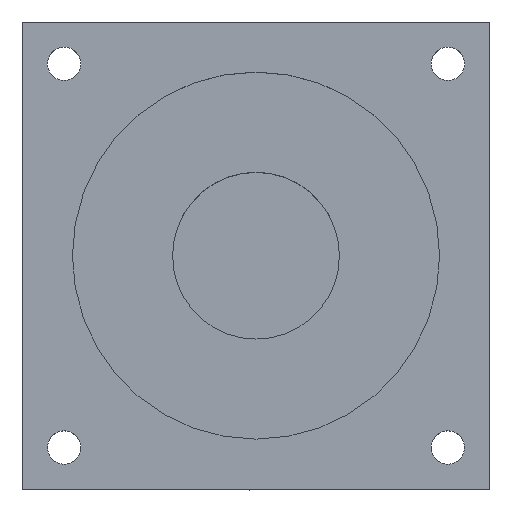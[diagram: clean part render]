
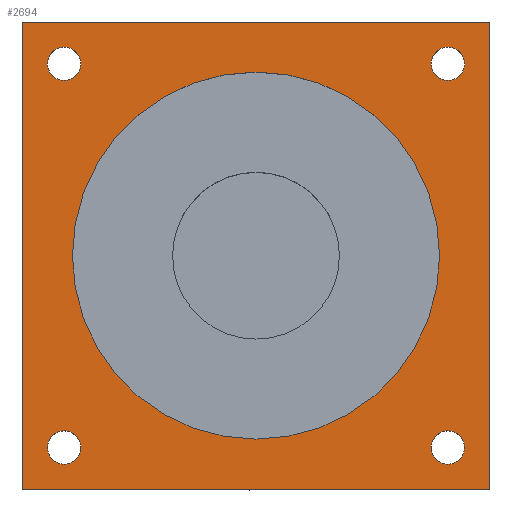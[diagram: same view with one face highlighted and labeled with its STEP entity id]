
A CAD part, top view. The second image highlights one B-rep face of the part: STEP entity #2694.
In plain terms, the highlighted planar face has unit normal (0, 0, 1).
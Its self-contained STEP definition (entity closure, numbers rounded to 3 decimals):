
#51 = CARTESIAN_POINT ( 'NONE',  ( 12.5, 11.5, 8. ) ) ;
#114 = DIRECTION ( 'NONE',  ( 1., 0., 0. ) ) ;
#248 = FACE_BOUND ( 'NONE', #792, .T. ) ;
#251 = LINE ( 'NONE', #3402, #2085 ) ;
#268 = LINE ( 'NONE', #13054, #2615 ) ;
#415 = ORIENTED_EDGE ( 'NONE', *, *, #8459, .F. ) ;
#640 = CARTESIAN_POINT ( 'NONE',  ( 14., -14., 8. ) ) ;
#664 = ORIENTED_EDGE ( 'NONE', *, *, #11617, .F. ) ;
#789 = CIRCLE ( 'NONE', #2105, 1. ) ;
#792 = EDGE_LOOP ( 'NONE', ( #6946, #6207 ) ) ;
#872 = VERTEX_POINT ( 'NONE', #7050 ) ;
#1043 = EDGE_CURVE ( 'NONE', #4740, #9221, #1428, .T. ) ;
#1081 = DIRECTION ( 'NONE',  ( 1., 0., 0. ) ) ;
#1202 = FACE_OUTER_BOUND ( 'NONE', #3348, .T. ) ;
#1227 = CARTESIAN_POINT ( 'NONE',  ( -14., 14., 8. ) ) ;
#1408 = ORIENTED_EDGE ( 'NONE', *, *, #3755, .F. ) ;
#1428 = CIRCLE ( 'NONE', #10474, 1. ) ;
#1440 = EDGE_LOOP ( 'NONE', ( #664, #11882 ) ) ;
#1471 = AXIS2_PLACEMENT_3D ( 'NONE', #7791, #11990, #2493 ) ;
#1591 = CARTESIAN_POINT ( 'NONE',  ( -11.5, -11.5, 8. ) ) ;
#1790 = ORIENTED_EDGE ( 'NONE', *, *, #5126, .F. ) ;
#1914 = CARTESIAN_POINT ( 'NONE',  ( 14., 14., 8. ) ) ;
#2055 = DIRECTION ( 'NONE',  ( 1., 0., 0. ) ) ;
#2085 = VECTOR ( 'NONE', #11733, 1000. ) ;
#2103 = EDGE_LOOP ( 'NONE', ( #8592, #415 ) ) ;
#2105 = AXIS2_PLACEMENT_3D ( 'NONE', #7460, #6415, #4224 ) ;
#2130 = CIRCLE ( 'NONE', #1471, 1. ) ;
#2152 = VERTEX_POINT ( 'NONE', #7348 ) ;
#2238 = EDGE_CURVE ( 'NONE', #872, #10447, #268, .T. ) ;
#2240 = FACE_BOUND ( 'NONE', #2103, .T. ) ;
#2323 = EDGE_CURVE ( 'NONE', #6453, #3369, #13167, .T. ) ;
#2340 = CARTESIAN_POINT ( 'NONE',  ( -10.5, 11.5, 8. ) ) ;
#2493 = DIRECTION ( 'NONE',  ( 1., 0., 0. ) ) ;
#2615 = VECTOR ( 'NONE', #6712, 1000. ) ;
#2668 = CARTESIAN_POINT ( 'NONE',  ( -14., -14., 8. ) ) ;
#2670 = VERTEX_POINT ( 'NONE', #51 ) ;
#2694 = ADVANCED_FACE ( 'NONE', ( #11664, #248, #5680, #4368, #2240, #1202 ), #3469, .T. ) ;
#3050 = EDGE_LOOP ( 'NONE', ( #1790, #1408 ) ) ;
#3062 = AXIS2_PLACEMENT_3D ( 'NONE', #9813, #9672, #9743 ) ;
#3207 = EDGE_CURVE ( 'NONE', #9221, #4740, #2130, .T. ) ;
#3234 = ORIENTED_EDGE ( 'NONE', *, *, #2238, .T. ) ;
#3348 = EDGE_LOOP ( 'NONE', ( #12844, #3234, #11693, #7417 ) ) ;
#3369 = VERTEX_POINT ( 'NONE', #2340 ) ;
#3400 = AXIS2_PLACEMENT_3D ( 'NONE', #4039, #9193, #1081 ) ;
#3402 = CARTESIAN_POINT ( 'NONE',  ( -14., 14., 8. ) ) ;
#3469 = PLANE ( 'NONE',  #11238 ) ;
#3626 = DIRECTION ( 'NONE',  ( 0., 0., 1. ) ) ;
#3668 = CARTESIAN_POINT ( 'NONE',  ( 11., 0., 8. ) ) ;
#3755 = EDGE_CURVE ( 'NONE', #12236, #2670, #6251, .T. ) ;
#4039 = CARTESIAN_POINT ( 'NONE',  ( 11.5, 11.5, 8. ) ) ;
#4117 = ORIENTED_EDGE ( 'NONE', *, *, #3207, .F. ) ;
#4186 = VECTOR ( 'NONE', #4877, 1000. ) ;
#4224 = DIRECTION ( 'NONE',  ( 1., 0., 0. ) ) ;
#4368 = FACE_BOUND ( 'NONE', #1440, .T. ) ;
#4431 = DIRECTION ( 'NONE',  ( 1., 0., 0. ) ) ;
#4437 = CARTESIAN_POINT ( 'NONE',  ( -12.5, -11.5, 8. ) ) ;
#4577 = DIRECTION ( 'NONE',  ( 0., 0., 1. ) ) ;
#4716 = EDGE_CURVE ( 'NONE', #10447, #10985, #251, .T. ) ;
#4740 = VERTEX_POINT ( 'NONE', #4437 ) ;
#4760 = EDGE_LOOP ( 'NONE', ( #4117, #12756 ) ) ;
#4877 = DIRECTION ( 'NONE',  ( 1., 0., 0. ) ) ;
#4885 = LINE ( 'NONE', #1914, #10559 ) ;
#4978 = CARTESIAN_POINT ( 'NONE',  ( 11.5, -11.5, 8. ) ) ;
#5126 = EDGE_CURVE ( 'NONE', #2670, #12236, #8678, .T. ) ;
#5379 = AXIS2_PLACEMENT_3D ( 'NONE', #12446, #7213, #2055 ) ;
#5680 = FACE_BOUND ( 'NONE', #3050, .T. ) ;
#5722 = VERTEX_POINT ( 'NONE', #6865 ) ;
#5921 = DIRECTION ( 'NONE',  ( 1., 0., 0. ) ) ;
#6170 = CIRCLE ( 'NONE', #8591, 11. ) ;
#6207 = ORIENTED_EDGE ( 'NONE', *, *, #9172, .F. ) ;
#6251 = CIRCLE ( 'NONE', #5379, 1. ) ;
#6292 = AXIS2_PLACEMENT_3D ( 'NONE', #13297, #7169, #12193 ) ;
#6415 = DIRECTION ( 'NONE',  ( 0., 0., 1. ) ) ;
#6453 = VERTEX_POINT ( 'NONE', #12312 ) ;
#6524 = VERTEX_POINT ( 'NONE', #9817 ) ;
#6549 = EDGE_CURVE ( 'NONE', #5722, #2152, #789, .T. ) ;
#6712 = DIRECTION ( 'NONE',  ( -1., 0., 0. ) ) ;
#6865 = CARTESIAN_POINT ( 'NONE',  ( 12.5, -11.5, 8. ) ) ;
#6946 = ORIENTED_EDGE ( 'NONE', *, *, #6549, .F. ) ;
#7050 = CARTESIAN_POINT ( 'NONE',  ( 14., 14., 8. ) ) ;
#7169 = DIRECTION ( 'NONE',  ( 0., 0., 1. ) ) ;
#7213 = DIRECTION ( 'NONE',  ( 0., 0., 1. ) ) ;
#7281 = CIRCLE ( 'NONE', #13002, 1. ) ;
#7348 = CARTESIAN_POINT ( 'NONE',  ( 10.5, -11.5, 8. ) ) ;
#7417 = ORIENTED_EDGE ( 'NONE', *, *, #12391, .T. ) ;
#7460 = CARTESIAN_POINT ( 'NONE',  ( 11.5, -11.5, 8. ) ) ;
#7615 = CIRCLE ( 'NONE', #9374, 1. ) ;
#7791 = CARTESIAN_POINT ( 'NONE',  ( -11.5, -11.5, 8. ) ) ;
#7831 = CARTESIAN_POINT ( 'NONE',  ( -14., -14., 8. ) ) ;
#8133 = DIRECTION ( 'NONE',  ( 1., 0., 0. ) ) ;
#8459 = EDGE_CURVE ( 'NONE', #6524, #13087, #8490, .T. ) ;
#8490 = CIRCLE ( 'NONE', #6292, 11. ) ;
#8524 = VERTEX_POINT ( 'NONE', #640 ) ;
#8591 = AXIS2_PLACEMENT_3D ( 'NONE', #8855, #3626, #9822 ) ;
#8592 = ORIENTED_EDGE ( 'NONE', *, *, #10570, .F. ) ;
#8678 = CIRCLE ( 'NONE', #3400, 1. ) ;
#8855 = CARTESIAN_POINT ( 'NONE',  ( 0., 0., 8. ) ) ;
#8894 = CARTESIAN_POINT ( 'NONE',  ( -11.5, 11.5, 8. ) ) ;
#9172 = EDGE_CURVE ( 'NONE', #2152, #5722, #7615, .T. ) ;
#9193 = DIRECTION ( 'NONE',  ( 0., 0., 1. ) ) ;
#9221 = VERTEX_POINT ( 'NONE', #11093 ) ;
#9374 = AXIS2_PLACEMENT_3D ( 'NONE', #4978, #13496, #8133 ) ;
#9672 = DIRECTION ( 'NONE',  ( 0., 0., 1. ) ) ;
#9743 = DIRECTION ( 'NONE',  ( 1., 0., 0. ) ) ;
#9813 = CARTESIAN_POINT ( 'NONE',  ( -11.5, 11.5, 8. ) ) ;
#9817 = CARTESIAN_POINT ( 'NONE',  ( -11., 0., 8. ) ) ;
#9822 = DIRECTION ( 'NONE',  ( 1., 0., 0. ) ) ;
#9924 = DIRECTION ( 'NONE',  ( 0., 0., 1. ) ) ;
#10087 = LINE ( 'NONE', #7831, #4186 ) ;
#10447 = VERTEX_POINT ( 'NONE', #1227 ) ;
#10474 = AXIS2_PLACEMENT_3D ( 'NONE', #1591, #12119, #5921 ) ;
#10559 = VECTOR ( 'NONE', #13469, 1000. ) ;
#10570 = EDGE_CURVE ( 'NONE', #13087, #6524, #6170, .T. ) ;
#10985 = VERTEX_POINT ( 'NONE', #2668 ) ;
#11093 = CARTESIAN_POINT ( 'NONE',  ( -10.5, -11.5, 8. ) ) ;
#11238 = AXIS2_PLACEMENT_3D ( 'NONE', #12765, #4577, #114 ) ;
#11617 = EDGE_CURVE ( 'NONE', #3369, #6453, #7281, .T. ) ;
#11664 = FACE_BOUND ( 'NONE', #4760, .T. ) ;
#11693 = ORIENTED_EDGE ( 'NONE', *, *, #4716, .T. ) ;
#11733 = DIRECTION ( 'NONE',  ( 0., -1., 0. ) ) ;
#11882 = ORIENTED_EDGE ( 'NONE', *, *, #2323, .F. ) ;
#11990 = DIRECTION ( 'NONE',  ( 0., 0., 1. ) ) ;
#12119 = DIRECTION ( 'NONE',  ( 0., 0., 1. ) ) ;
#12193 = DIRECTION ( 'NONE',  ( 1., 0., 0. ) ) ;
#12236 = VERTEX_POINT ( 'NONE', #12656 ) ;
#12312 = CARTESIAN_POINT ( 'NONE',  ( -12.5, 11.5, 8. ) ) ;
#12391 = EDGE_CURVE ( 'NONE', #10985, #8524, #10087, .T. ) ;
#12446 = CARTESIAN_POINT ( 'NONE',  ( 11.5, 11.5, 8. ) ) ;
#12656 = CARTESIAN_POINT ( 'NONE',  ( 10.5, 11.5, 8. ) ) ;
#12756 = ORIENTED_EDGE ( 'NONE', *, *, #1043, .F. ) ;
#12765 = CARTESIAN_POINT ( 'NONE',  ( 0., 0., 8. ) ) ;
#12844 = ORIENTED_EDGE ( 'NONE', *, *, #13520, .T. ) ;
#13002 = AXIS2_PLACEMENT_3D ( 'NONE', #8894, #9924, #4431 ) ;
#13054 = CARTESIAN_POINT ( 'NONE',  ( -14., 14., 8. ) ) ;
#13087 = VERTEX_POINT ( 'NONE', #3668 ) ;
#13167 = CIRCLE ( 'NONE', #3062, 1. ) ;
#13297 = CARTESIAN_POINT ( 'NONE',  ( 0., 0., 8. ) ) ;
#13469 = DIRECTION ( 'NONE',  ( 0., 1., 0. ) ) ;
#13496 = DIRECTION ( 'NONE',  ( 0., 0., 1. ) ) ;
#13520 = EDGE_CURVE ( 'NONE', #8524, #872, #4885, .T. ) ;
